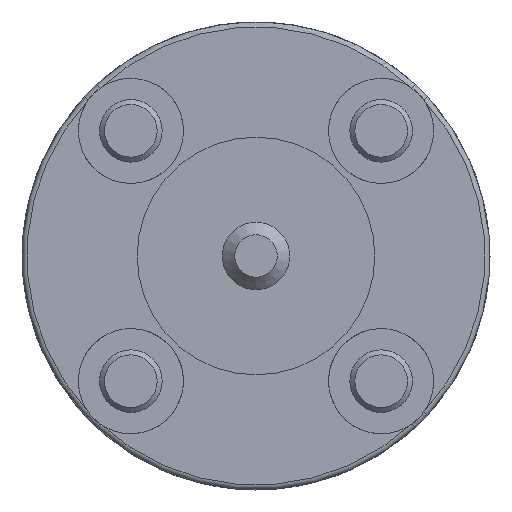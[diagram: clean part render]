
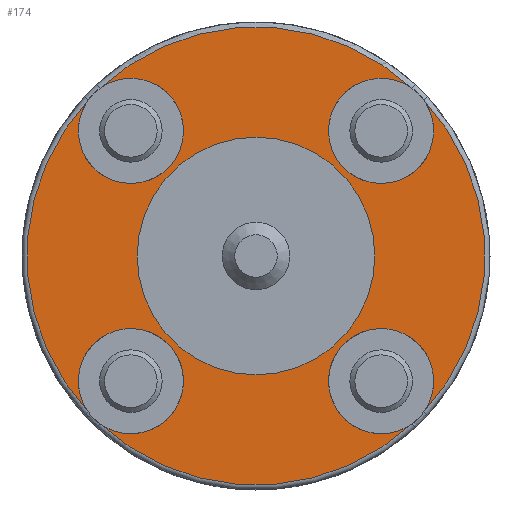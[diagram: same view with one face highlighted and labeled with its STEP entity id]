
A CAD part, front view. The second image highlights one B-rep face of the part: STEP entity #174.
In plain terms, the highlighted planar face has unit normal (0, -1, 0).
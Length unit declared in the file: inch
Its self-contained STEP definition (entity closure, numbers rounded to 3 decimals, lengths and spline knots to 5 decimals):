
#9 = ORIENTED_EDGE ( 'NONE', *, *, #87, .T. ) ;
#44 = DIRECTION ( 'NONE',  ( 0., -1., 0. ) ) ;
#70 = CARTESIAN_POINT ( 'NONE',  ( -0.05, -0.13, -0.05 ) ) ;
#87 = EDGE_CURVE ( 'NONE', #579, #837, #777, .T. ) ;
#111 = AXIS2_PLACEMENT_3D ( 'NONE', #593, #953, #1043 ) ;
#120 = ORIENTED_EDGE ( 'NONE', *, *, #1020, .F. ) ;
#122 = ORIENTED_EDGE ( 'NONE', *, *, #161, .T. ) ;
#124 = DIRECTION ( 'NONE',  ( 0., 1., 0. ) ) ;
#125 = VERTEX_POINT ( 'NONE', #156 ) ;
#156 = CARTESIAN_POINT ( 'NONE',  ( -0.06704, -0.13, -0.06227 ) ) ;
#161 = EDGE_CURVE ( 'NONE', #375, #355, #421, .T. ) ;
#174 = ADVANCED_FACE ( 'NONE', ( #308, #928 ), #372, .F. ) ;
#194 = CARTESIAN_POINT ( 'NONE',  ( 0., -0.13, 0. ) ) ;
#197 = DIRECTION ( 'NONE',  ( 0., -1., 0. ) ) ;
#232 = DIRECTION ( 'NONE',  ( 0., 0., 1. ) ) ;
#234 = EDGE_CURVE ( 'NONE', #579, #355, #759, .T. ) ;
#244 = CARTESIAN_POINT ( 'NONE',  ( 0., -0.13, 0. ) ) ;
#258 = CIRCLE ( 'NONE', #879, 0.0475 ) ;
#279 = VERTEX_POINT ( 'NONE', #748 ) ;
#281 = EDGE_CURVE ( 'NONE', #1009, #125, #567, .T. ) ;
#288 = CARTESIAN_POINT ( 'NONE',  ( 0., -0.13, 0. ) ) ;
#295 = DIRECTION ( 'NONE',  ( 0., -1., 0. ) ) ;
#300 = DIRECTION ( 'NONE',  ( 0., 0., 1. ) ) ;
#308 = FACE_BOUND ( 'NONE', #536, .T. ) ;
#336 = DIRECTION ( 'NONE',  ( 0., 0., 1. ) ) ;
#355 = VERTEX_POINT ( 'NONE', #1038 ) ;
#366 = AXIS2_PLACEMENT_3D ( 'NONE', #594, #511, #869 ) ;
#372 = PLANE ( 'NONE',  #830 ) ;
#375 = VERTEX_POINT ( 'NONE', #1119 ) ;
#386 = EDGE_CURVE ( 'NONE', #1009, #279, #821, .T. ) ;
#404 = AXIS2_PLACEMENT_3D ( 'NONE', #288, #44, #1008 ) ;
#411 = AXIS2_PLACEMENT_3D ( 'NONE', #859, #1027, #232 ) ;
#421 = CIRCLE ( 'NONE', #680, 0.0915 ) ;
#422 = DIRECTION ( 'NONE',  ( 0., -1., 0. ) ) ;
#426 = DIRECTION ( 'NONE',  ( 0., -1., 0. ) ) ;
#427 = EDGE_CURVE ( 'NONE', #1102, #279, #814, .T. ) ;
#433 = EDGE_CURVE ( 'NONE', #375, #125, #873, .T. ) ;
#447 = ORIENTED_EDGE ( 'NONE', *, *, #386, .F. ) ;
#481 = ORIENTED_EDGE ( 'NONE', *, *, #433, .F. ) ;
#504 = ORIENTED_EDGE ( 'NONE', *, *, #234, .F. ) ;
#511 = DIRECTION ( 'NONE',  ( 0., -1., 0. ) ) ;
#521 = DIRECTION ( 'NONE',  ( 0., 0., 1. ) ) ;
#536 = EDGE_LOOP ( 'NONE', ( #120 ) ) ;
#558 = CIRCLE ( 'NONE', #111, 0.021 ) ;
#567 = CIRCLE ( 'NONE', #404, 0.0915 ) ;
#569 = DIRECTION ( 'NONE',  ( 0., 0., 1. ) ) ;
#579 = VERTEX_POINT ( 'NONE', #1002 ) ;
#593 = CARTESIAN_POINT ( 'NONE',  ( 0.05, -0.13, 0.05 ) ) ;
#594 = CARTESIAN_POINT ( 'NONE',  ( 0., -0.13, 0. ) ) ;
#609 = AXIS2_PLACEMENT_3D ( 'NONE', #70, #426, #521 ) ;
#617 = CARTESIAN_POINT ( 'NONE',  ( 0.06704, -0.13, 0.06227 ) ) ;
#648 = CARTESIAN_POINT ( 'NONE',  ( -0.06704, -0.13, 0.06227 ) ) ;
#680 = AXIS2_PLACEMENT_3D ( 'NONE', #847, #197, #737 ) ;
#690 = CARTESIAN_POINT ( 'NONE',  ( 0.06227, -0.13, 0.06704 ) ) ;
#716 = AXIS2_PLACEMENT_3D ( 'NONE', #244, #422, #336 ) ;
#731 = DIRECTION ( 'NONE',  ( 1., 0., 0. ) ) ;
#737 = DIRECTION ( 'NONE',  ( 0., 0., 1. ) ) ;
#748 = CARTESIAN_POINT ( 'NONE',  ( -0.06227, -0.13, 0.06704 ) ) ;
#755 = CARTESIAN_POINT ( 'NONE',  ( 0., -0.13, 0. ) ) ;
#759 = CIRCLE ( 'NONE', #811, 0.021 ) ;
#762 = EDGE_CURVE ( 'NONE', #1102, #837, #558, .T. ) ;
#777 = CIRCLE ( 'NONE', #716, 0.0915 ) ;
#811 = AXIS2_PLACEMENT_3D ( 'NONE', #820, #295, #300 ) ;
#814 = CIRCLE ( 'NONE', #366, 0.0915 ) ;
#820 = CARTESIAN_POINT ( 'NONE',  ( 0.05, -0.13, -0.05 ) ) ;
#821 = CIRCLE ( 'NONE', #411, 0.021 ) ;
#830 = AXIS2_PLACEMENT_3D ( 'NONE', #755, #124, #731 ) ;
#837 = VERTEX_POINT ( 'NONE', #617 ) ;
#844 = ORIENTED_EDGE ( 'NONE', *, *, #427, .T. ) ;
#847 = CARTESIAN_POINT ( 'NONE',  ( 0., -0.13, 0. ) ) ;
#853 = ORIENTED_EDGE ( 'NONE', *, *, #281, .T. ) ;
#859 = CARTESIAN_POINT ( 'NONE',  ( -0.05, -0.13, 0.05 ) ) ;
#867 = ORIENTED_EDGE ( 'NONE', *, *, #762, .F. ) ;
#869 = DIRECTION ( 'NONE',  ( 0., 0., 1. ) ) ;
#873 = CIRCLE ( 'NONE', #609, 0.021 ) ;
#879 = AXIS2_PLACEMENT_3D ( 'NONE', #194, #932, #569 ) ;
#883 = VERTEX_POINT ( 'NONE', #1057 ) ;
#928 = FACE_OUTER_BOUND ( 'NONE', #929, .T. ) ;
#929 = EDGE_LOOP ( 'NONE', ( #447, #853, #481, #122, #504, #9, #867, #844 ) ) ;
#932 = DIRECTION ( 'NONE',  ( 0., -1., 0. ) ) ;
#953 = DIRECTION ( 'NONE',  ( 0., -1., 0. ) ) ;
#1002 = CARTESIAN_POINT ( 'NONE',  ( 0.06704, -0.13, -0.06227 ) ) ;
#1008 = DIRECTION ( 'NONE',  ( 0., 0., 1. ) ) ;
#1009 = VERTEX_POINT ( 'NONE', #648 ) ;
#1020 = EDGE_CURVE ( 'NONE', #883, #883, #258, .T. ) ;
#1027 = DIRECTION ( 'NONE',  ( 0., -1., 0. ) ) ;
#1038 = CARTESIAN_POINT ( 'NONE',  ( 0.06227, -0.13, -0.06704 ) ) ;
#1043 = DIRECTION ( 'NONE',  ( 0., 0., 1. ) ) ;
#1057 = CARTESIAN_POINT ( 'NONE',  ( 0., -0.13, 0.0475 ) ) ;
#1102 = VERTEX_POINT ( 'NONE', #690 ) ;
#1119 = CARTESIAN_POINT ( 'NONE',  ( -0.06227, -0.13, -0.06704 ) ) ;
